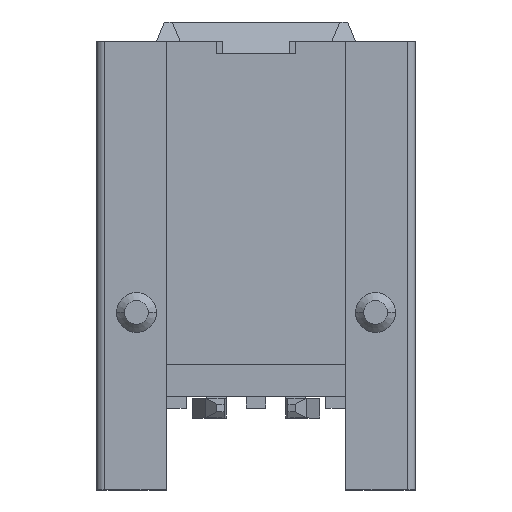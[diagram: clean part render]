
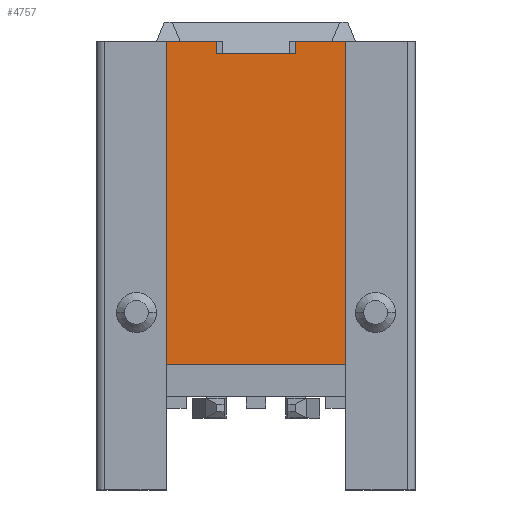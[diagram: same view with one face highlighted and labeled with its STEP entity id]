
A CAD part, top view. The second image highlights one B-rep face of the part: STEP entity #4757.
In plain terms, the highlighted planar face has unit normal (0, 0, 1).
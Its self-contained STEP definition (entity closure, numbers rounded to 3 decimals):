
#253=DIRECTION('',(-1.,0.,0.));
#254=VECTOR('',#253,1.25);
#255=CARTESIAN_POINT('',(-1.,11.25,-0.1));
#256=LINE('',#255,#254);
#270=DIRECTION('',(-1.,0.,0.));
#271=VECTOR('',#270,1.25);
#272=CARTESIAN_POINT('',(2.25,11.25,-0.1));
#273=LINE('',#272,#271);
#1314=DIRECTION('',(0.,-1.,0.));
#1315=VECTOR('',#1314,0.3);
#1316=CARTESIAN_POINT('',(-1.,11.25,-0.1));
#1317=LINE('',#1316,#1315);
#1318=DIRECTION('',(1.,0.,0.));
#1319=VECTOR('',#1318,2.);
#1320=CARTESIAN_POINT('',(-1.,10.95,-0.1));
#1321=LINE('',#1320,#1319);
#1322=DIRECTION('',(0.,-1.,0.));
#1323=VECTOR('',#1322,0.3);
#1324=CARTESIAN_POINT('',(1.,11.25,-0.1));
#1325=LINE('',#1324,#1323);
#1326=DIRECTION('',(-1.,0.,0.));
#1327=VECTOR('',#1326,4.5);
#1328=CARTESIAN_POINT('',(2.25,3.15,-0.1));
#1329=LINE('',#1328,#1327);
#1382=DIRECTION('',(0.,1.,0.));
#1383=VECTOR('',#1382,8.1);
#1384=CARTESIAN_POINT('',(2.25,3.15,-0.1));
#1385=LINE('',#1384,#1383);
#1406=DIRECTION('',(0.,1.,0.));
#1407=VECTOR('',#1406,8.1);
#1408=CARTESIAN_POINT('',(-2.25,3.15,-0.1));
#1409=LINE('',#1408,#1407);
#2332=CARTESIAN_POINT('',(2.25,3.15,-0.1));
#2334=VERTEX_POINT('',#2332);
#2342=CARTESIAN_POINT('',(-2.25,3.15,-0.1));
#2344=VERTEX_POINT('',#2342);
#2351=CARTESIAN_POINT('',(-2.25,11.25,-0.1));
#2353=VERTEX_POINT('',#2351);
#2355=CARTESIAN_POINT('',(2.25,11.25,-0.1));
#2357=VERTEX_POINT('',#2355);
#2452=CARTESIAN_POINT('',(-1.,11.25,-0.1));
#2454=VERTEX_POINT('',#2452);
#2456=CARTESIAN_POINT('',(1.,11.25,-0.1));
#2458=VERTEX_POINT('',#2456);
#2463=CARTESIAN_POINT('',(-1.,10.95,-0.1));
#2464=VERTEX_POINT('',#2463);
#2465=CARTESIAN_POINT('',(1.,10.95,-0.1));
#2466=VERTEX_POINT('',#2465);
#4737=CARTESIAN_POINT('',(2.25,3.15,-0.1));
#4738=DIRECTION('',(0.,0.,-1.));
#4739=DIRECTION('',(0.,1.,0.));
#4740=AXIS2_PLACEMENT_3D('',#4737,#4738,#4739);
#4741=PLANE('',#4740);
#4743=ORIENTED_EDGE('',*,*,#4742,.T.);
#4745=ORIENTED_EDGE('',*,*,#4744,.T.);
#4746=ORIENTED_EDGE('',*,*,#4729,.F.);
#4747=ORIENTED_EDGE('',*,*,#3306,.F.);
#4749=ORIENTED_EDGE('',*,*,#4748,.F.);
#4751=ORIENTED_EDGE('',*,*,#4750,.T.);
#4753=ORIENTED_EDGE('',*,*,#4752,.T.);
#4754=ORIENTED_EDGE('',*,*,#3286,.F.);
#4755=EDGE_LOOP('',(#4743,#4745,#4746,#4747,#4749,#4751,#4753,#4754));
#4756=FACE_OUTER_BOUND('',#4755,.F.);
#4757=ADVANCED_FACE('',(#4756),#4741,.F.);
#3286=EDGE_CURVE('',#2454,#2353,#256,.T.);
#3306=EDGE_CURVE('',#2357,#2458,#273,.T.);
#4729=EDGE_CURVE('',#2458,#2466,#1325,.T.);
#4742=EDGE_CURVE('',#2454,#2464,#1317,.T.);
#4744=EDGE_CURVE('',#2464,#2466,#1321,.T.);
#4748=EDGE_CURVE('',#2334,#2357,#1385,.T.);
#4750=EDGE_CURVE('',#2334,#2344,#1329,.T.);
#4752=EDGE_CURVE('',#2344,#2353,#1409,.T.);
